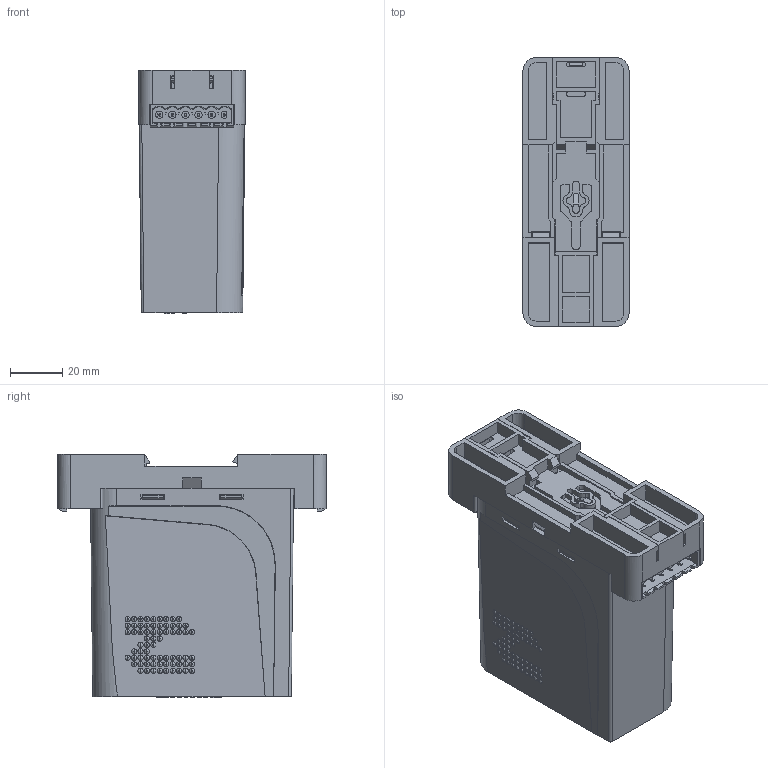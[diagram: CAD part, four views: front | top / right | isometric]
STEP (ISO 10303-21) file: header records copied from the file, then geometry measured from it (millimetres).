
FILE_DESCRIPTION((''),'2;1');
FILE_NAME('DB_CAD6687_307FT0115_SW0001','2019-08-14T13:06:08',('cmozuch'),(''),'CREO PARAMETRIC BY PTC INC, 2018420','CREO PARAMETRIC BY PTC INC, 2018420','');
FILE_SCHEMA(('CONFIG_CONTROL_DESIGN','SHAPE_APPEARANCE_LAYERS_GROUPS'));
Products named in the file (1): DB_CAD6687_307FT0115_SW0001
Bounding box: 40.55 x 102.7 x 92.97 mm (x, y, z)
Volume: 61253.8 mm3; surface area: 68589.1 mm2
Topology: 3 solids, 3 shells, 2492 faces, 6649 edges, 4364 vertices
Faces by surface type: plane 1707, cylinder 434, extrusion 151, bspline 140, torus 32, cone 20, sphere 8
Entity records: 102940 total; most frequent: CARTESIAN_POINT 20724, ORIENTED_EDGE 13282, DIRECTION 12124, EDGE_CURVE 6641, VECTOR 4732, LINE 4581, VERTEX_POINT 4364, AXIS2_PLACEMENT_3D 3696
